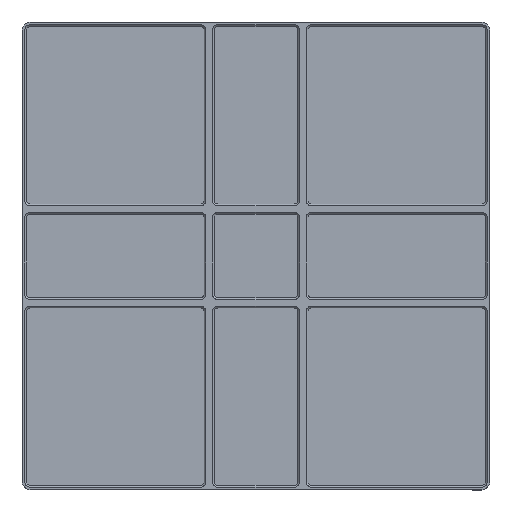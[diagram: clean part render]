
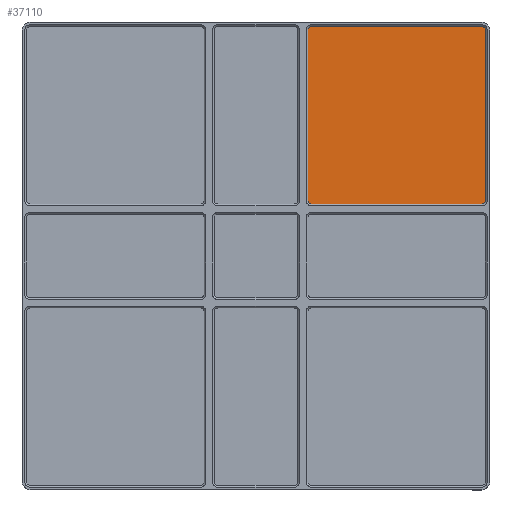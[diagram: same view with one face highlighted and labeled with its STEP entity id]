
A CAD part, top view. The second image highlights one B-rep face of the part: STEP entity #37110.
In plain terms, the highlighted planar face has unit normal (0, 0, 1).
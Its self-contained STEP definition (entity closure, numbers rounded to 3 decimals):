
#22430=CARTESIAN_POINT('',(212.25,213.85,7.));
#22440=VERTEX_POINT('',#22430);
#22470=CARTESIAN_POINT('',(213.85,213.85,7.));
#22480=DIRECTION('',(0.,0.,-1.));
#22490=DIRECTION('',(1.,0.,0.));
#22500=AXIS2_PLACEMENT_3D('',#22470,#22480,#22490);
#22510=CIRCLE('',#22500,1.6);
#22520=CARTESIAN_POINT('',(213.85,212.25,7.));
#22530=VERTEX_POINT('',#22520);
#22540=EDGE_CURVE('',#22530,#22440,#22510,.T.);
#35180=CARTESIAN_POINT('',(213.85,291.75,7.));
#35190=VERTEX_POINT('',#35180);
#35220=CARTESIAN_POINT('',(213.85,290.15,7.));
#35230=DIRECTION('',(0.,0.,-1.));
#35240=DIRECTION('',(-1.,0.,0.));
#35250=AXIS2_PLACEMENT_3D('',#35220,#35230,#35240);
#35260=CIRCLE('',#35250,1.6);
#35270=CARTESIAN_POINT('',(212.25,290.15,7.));
#35280=VERTEX_POINT('',#35270);
#35290=EDGE_CURVE('',#35280,#35190,#35260,.T.);
#36370=CARTESIAN_POINT('',(290.15,291.75,7.));
#36380=VERTEX_POINT('',#36370);
#36410=CARTESIAN_POINT('',(257.,291.75,7.));
#36420=DIRECTION('',(1.,0.,0.));
#36430=VECTOR('',#36420,1.);
#36440=LINE('',#36410,#36430);
#36450=EDGE_CURVE('',#35190,#36380,#36440,.T.);
#36630=CARTESIAN_POINT('',(273.,231.,7.));
#36640=DIRECTION('',(0.,0.,1.));
#36650=DIRECTION('',(-1.,0.,0.));
#36660=AXIS2_PLACEMENT_3D('',#36630,#36640,#36650);
#36670=PLANE('',#36660);
#36680=CARTESIAN_POINT('',(290.15,213.85,7.));
#36690=DIRECTION('',(0.,0.,-1.));
#36700=DIRECTION('',(1.,0.,0.));
#36710=AXIS2_PLACEMENT_3D('',#36680,#36690,#36700);
#36720=CIRCLE('',#36710,1.6);
#36730=CARTESIAN_POINT('',(291.75,213.85,7.));
#36740=VERTEX_POINT('',#36730);
#36750=CARTESIAN_POINT('',(290.15,212.25,7.));
#36760=VERTEX_POINT('',#36750);
#36770=EDGE_CURVE('',#36740,#36760,#36720,.T.);
#36780=ORIENTED_EDGE('',*,*,#36770,.F.);
#36790=CARTESIAN_POINT('',(247.,212.25,7.));
#36800=DIRECTION('',(-1.,0.,0.));
#36810=VECTOR('',#36800,1.);
#36820=LINE('',#36790,#36810);
#36830=EDGE_CURVE('',#36760,#22530,#36820,.T.);
#36840=ORIENTED_EDGE('',*,*,#36830,.F.);
#36850=ORIENTED_EDGE('',*,*,#22540,.F.);
#36860=CARTESIAN_POINT('',(212.25,257.,7.));
#36870=DIRECTION('',(0.,1.,0.));
#36880=VECTOR('',#36870,1.);
#36890=LINE('',#36860,#36880);
#36900=EDGE_CURVE('',#22440,#35280,#36890,.T.);
#36910=ORIENTED_EDGE('',*,*,#36900,.F.);
#36920=ORIENTED_EDGE('',*,*,#35290,.F.);
#36930=ORIENTED_EDGE('',*,*,#36450,.F.);
#36940=CARTESIAN_POINT('',(290.15,290.15,7.));
#36950=DIRECTION('',(0.,0.,-1.));
#36960=DIRECTION('',(-1.,0.,0.));
#36970=AXIS2_PLACEMENT_3D('',#36940,#36950,#36960);
#36980=CIRCLE('',#36970,1.6);
#36990=CARTESIAN_POINT('',(291.75,290.15,7.));
#37000=VERTEX_POINT('',#36990);
#37010=EDGE_CURVE('',#36380,#37000,#36980,.T.);
#37020=ORIENTED_EDGE('',*,*,#37010,.F.);
#37030=CARTESIAN_POINT('',(291.75,247.,7.));
#37040=DIRECTION('',(0.,-1.,0.));
#37050=VECTOR('',#37040,1.);
#37060=LINE('',#37030,#37050);
#37070=EDGE_CURVE('',#37000,#36740,#37060,.T.);
#37080=ORIENTED_EDGE('',*,*,#37070,.F.);
#37090=EDGE_LOOP('',(#37080,#37020,#36930,#36920,#36910,#36850,#36840,
#36780));
#37100=FACE_OUTER_BOUND('',#37090,.T.);
#37110=ADVANCED_FACE('',(#37100),#36670,.T.);
